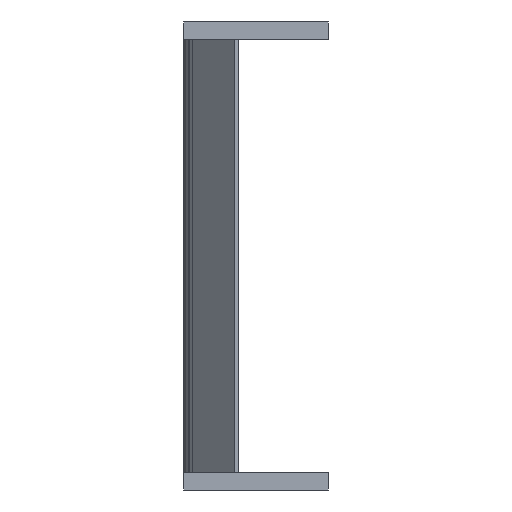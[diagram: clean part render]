
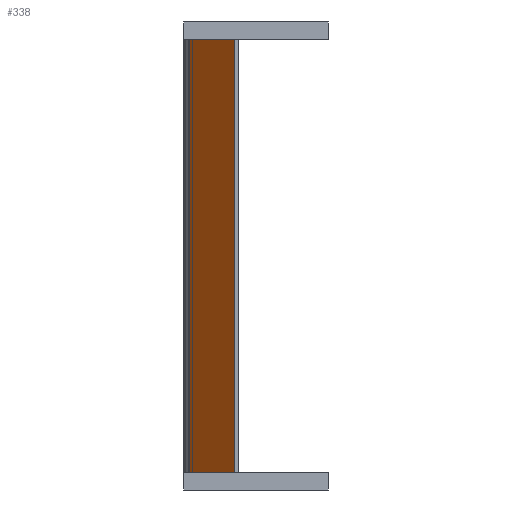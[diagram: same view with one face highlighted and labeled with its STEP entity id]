
A CAD part, left-side view. The second image highlights one B-rep face of the part: STEP entity #338.
In plain terms, the highlighted planar face has unit normal (-0.707, 0.707, 0).
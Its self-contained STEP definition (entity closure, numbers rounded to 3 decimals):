
#18 = VERTEX_POINT ( 'NONE', #66 ) ;
#22 = ORIENTED_EDGE ( 'NONE', *, *, #897, .F. ) ;
#66 = CARTESIAN_POINT ( 'NONE',  ( -22.685, -7.725, 0. ) ) ;
#78 = LINE ( 'NONE', #407, #801 ) ;
#113 = EDGE_CURVE ( 'NONE', #18, #650, #255, .T. ) ;
#155 = LINE ( 'NONE', #306, #889 ) ;
#176 = ORIENTED_EDGE ( 'NONE', *, *, #113, .T. ) ;
#230 = DIRECTION ( 'NONE',  ( 0., 0., 1. ) ) ;
#255 = LINE ( 'NONE', #261, #509 ) ;
#261 = CARTESIAN_POINT ( 'NONE',  ( -22.685, -7.725, 0. ) ) ;
#276 = DIRECTION ( 'NONE',  ( 0.707, 0.707, 0. ) ) ;
#306 = CARTESIAN_POINT ( 'NONE',  ( -14.839, 0.121, -75. ) ) ;
#313 = VERTEX_POINT ( 'NONE', #657 ) ;
#323 = LINE ( 'NONE', #446, #495 ) ;
#338 = ADVANCED_FACE ( 'NONE', ( #615 ), #678, .F. ) ;
#380 = VERTEX_POINT ( 'NONE', #769 ) ;
#390 = EDGE_LOOP ( 'NONE', ( #22, #626, #513, #176 ) ) ;
#399 = DIRECTION ( 'NONE',  ( 0., 0., 1. ) ) ;
#407 = CARTESIAN_POINT ( 'NONE',  ( -22.685, -7.725, -75. ) ) ;
#446 = CARTESIAN_POINT ( 'NONE',  ( -22.685, -7.725, -75. ) ) ;
#450 = AXIS2_PLACEMENT_3D ( 'NONE', #638, #703, #705 ) ;
#495 = VECTOR ( 'NONE', #399, 1000. ) ;
#509 = VECTOR ( 'NONE', #276, 1000. ) ;
#513 = ORIENTED_EDGE ( 'NONE', *, *, #516, .T. ) ;
#516 = EDGE_CURVE ( 'NONE', #313, #18, #323, .T. ) ;
#521 = DIRECTION ( 'NONE',  ( 0.707, 0.707, 0. ) ) ;
#547 = EDGE_CURVE ( 'NONE', #313, #380, #78, .T. ) ;
#615 = FACE_OUTER_BOUND ( 'NONE', #390, .T. ) ;
#626 = ORIENTED_EDGE ( 'NONE', *, *, #547, .F. ) ;
#638 = CARTESIAN_POINT ( 'NONE',  ( -22.685, -7.725, -75. ) ) ;
#650 = VERTEX_POINT ( 'NONE', #838 ) ;
#657 = CARTESIAN_POINT ( 'NONE',  ( -22.685, -7.725, -75. ) ) ;
#678 = PLANE ( 'NONE',  #450 ) ;
#703 = DIRECTION ( 'NONE',  ( 0.707, -0.707, 0. ) ) ;
#705 = DIRECTION ( 'NONE',  ( 0., 0., -1. ) ) ;
#769 = CARTESIAN_POINT ( 'NONE',  ( -14.839, 0.121, -75. ) ) ;
#801 = VECTOR ( 'NONE', #521, 1000. ) ;
#838 = CARTESIAN_POINT ( 'NONE',  ( -14.839, 0.121, 0. ) ) ;
#889 = VECTOR ( 'NONE', #230, 1000. ) ;
#897 = EDGE_CURVE ( 'NONE', #380, #650, #155, .T. ) ;
